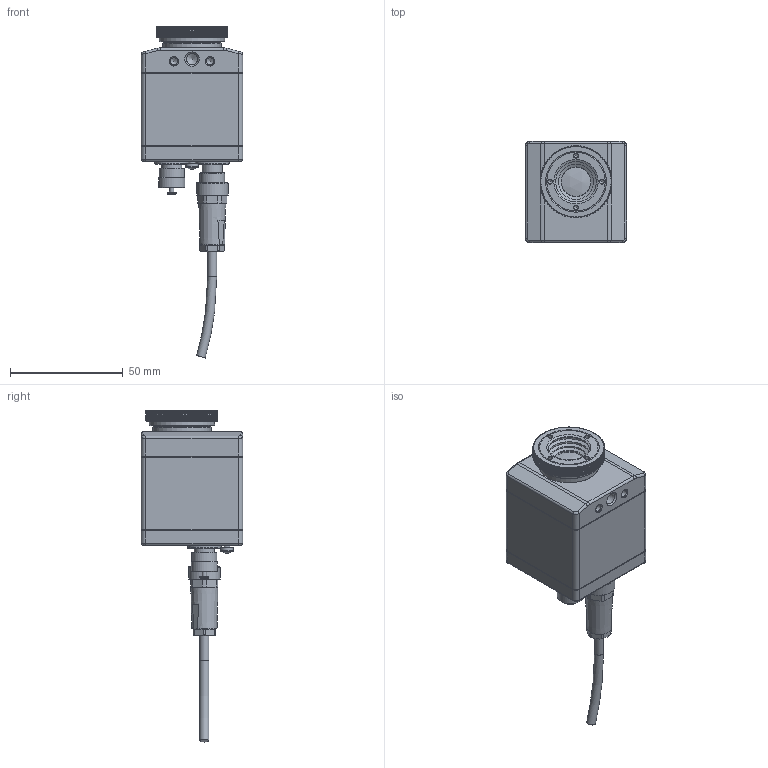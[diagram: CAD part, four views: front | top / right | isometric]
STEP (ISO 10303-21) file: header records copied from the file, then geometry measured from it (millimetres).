
FILE_DESCRIPTION (( 'STEP AP214' ), '1' );
FILE_NAME ('PI1xx-23G-Optik.STEP', '2013-07-10T07:48:21', ( 'qwe' ), ( '' ), 'SwSTEP 2.0', 'SolidWorks 2013', '' );
FILE_SCHEMA (( 'AUTOMOTIVE_DESIGN' ));
Length unit declared in the file: millimetre
Products named in the file (20): 9P112 Flaggruppe; 1P110 Objektivhaltering; 1P020-5 Gewindestange M2,5 x 40; 1P101 Frontplatte-PI2S; 9P119-X Rückwand PI-2S; 51099 Schutzkappe-712 FS; 61301 Linsenschraube DIN 7985 VZ M3x5_Linsenschraube KS DIN 7985 VZ M3x5; Flanschstecker-09-0415-00-05; Kabeldose-99-0410-10-04; Flanschstecker-09-0411-00-04; 1P023 Heckplatte-steckbar; 9P041 Objektivgruppe-30Gr-BA; 63013 O-Ring 13x1; 1P041 Schraubring-30G-BA; 1P042 Objektivtubus-30Gr-BA; 1PL31 Linse1-30G; 1P005 Hülsenmutter; PI1xx-23G-Optik; 1P102 Vierkantrohr-PI2_1P102-1; 9P115-X Chassis PI-2S
Assembly tree (25 placements, depth 4):
  PI1xx-23G-Optik
    9P041 Objektivgruppe-30Gr-BA
      1PL31 Linse1-30G
      1P042 Objektivtubus-30Gr-BA
      1P041 Schraubring-30G-BA
      63013 O-Ring 13x1
    9P119-X Rückwand PI-2S
      1P023 Heckplatte-steckbar
      Flanschstecker-09-0411-00-04
      Kabeldose-99-0410-10-04
      Flanschstecker-09-0415-00-05
      61301 Linsenschraube DIN 7985 VZ M3x5_Linsenschraube KS DIN 7985 VZ M3x5
      51099 Schutzkappe-712 FS
    9P115-X Chassis PI-2S
      1P101 Frontplatte-PI2S
      1P020-5 Gewindestange M2,5 x 40  x4
      9P112 Flaggruppe
        1P110 Objektivhaltering
    1P102 Vierkantrohr-PI2_1P102-1
    1P005 Hülsenmutter  x4
Bounding box: 45 x 45 x 147.51 mm (x, y, z)
Volume: 45115.7 mm3; surface area: 48545.6 mm2
Topology: 20 solids, 28 shells, 1575 faces, 3994 edges, 2564 vertices
Faces by surface type: cylinder 619, plane 502, cone 346, bspline 73, torus 28, sphere 7
Full cylindrical faces by diameter (mm): 0.9 x9, 1 x22, 1.25 x3, 2 x5, 2.05 x8, 2.5 x5, 3 x9, 3.3 x2, 4 x6, 5.105 x1, 5.4 x8, 5.5 x5, 5.6 x1, 6 x2, 6.6 x2, 7 x4, 7.9 x2, 8 x2, 8.5 x5, 9 x4, 10 x6, 11 x1, 11.2 x1, 11.6 x1, 12 x4, 13.2 x1, 14 x2, 15 x3, 15.1 x1, 15.6 x1
Entity records: 55425 total; most frequent: CARTESIAN_POINT 20276, ORIENTED_EDGE 6832, DIRECTION 6747, EDGE_CURVE 3419, AXIS2_PLACEMENT_3D 2682, VERTEX_POINT 2341, EDGE_LOOP 1868, FACE_OUTER_BOUND 1630
